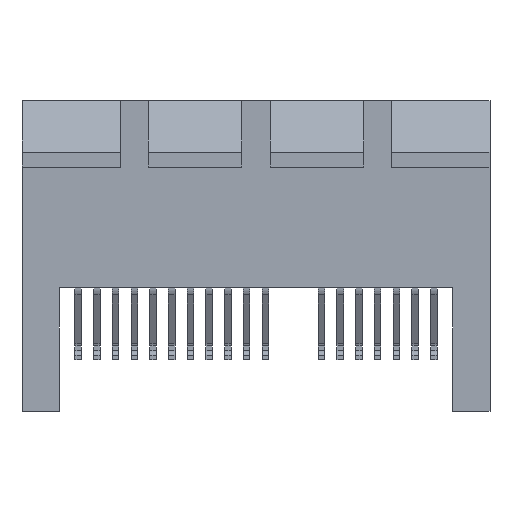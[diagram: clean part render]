
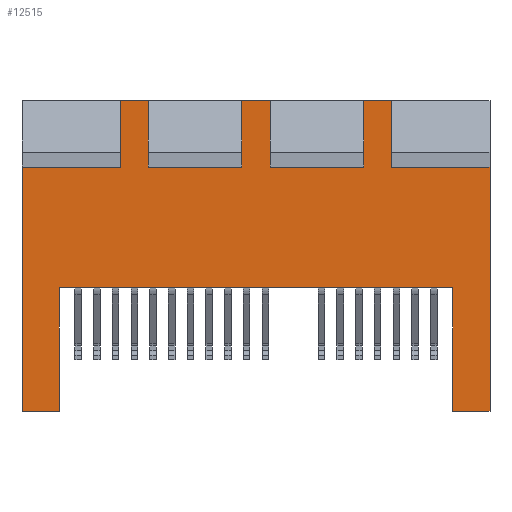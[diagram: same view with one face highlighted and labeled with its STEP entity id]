
A CAD part, front view. The second image highlights one B-rep face of the part: STEP entity #12515.
In plain terms, the highlighted planar face has unit normal (0, -1, 0).
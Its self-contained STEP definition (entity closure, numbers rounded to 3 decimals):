
#853=FACE_OUTER_BOUND('',#1563,.T.);
#1563=EDGE_LOOP('',(#8311,#8312,#8313,#8314,#8315,#8316,#8317,#8318,#8319,
#8320,#8321,#8322,#8323,#8324,#8325,#8326,#8327,#8328,#8329,#8330));
#2341=LINE('',#18271,#3729);
#2361=LINE('',#18311,#3749);
#2369=LINE('',#18329,#3757);
#2379=LINE('',#18351,#3767);
#2380=LINE('',#18353,#3768);
#2381=LINE('',#18355,#3769);
#2382=LINE('',#18357,#3770);
#2383=LINE('',#18358,#3771);
#2384=LINE('',#18360,#3772);
#2385=LINE('',#18362,#3773);
#2386=LINE('',#18363,#3774);
#2387=LINE('',#18365,#3775);
#2388=LINE('',#18367,#3776);
#2389=LINE('',#18369,#3777);
#2390=LINE('',#18371,#3778);
#2391=LINE('',#18373,#3779);
#2392=LINE('',#18375,#3780);
#2393=LINE('',#18377,#3781);
#2394=LINE('',#18379,#3782);
#2395=LINE('',#18380,#3783);
#3729=VECTOR('',#14451,13.05);
#3749=VECTOR('',#14479,2.);
#3757=VECTOR('',#14491,2.);
#3767=VECTOR('',#14505,5.);
#3768=VECTOR('',#14506,3.55);
#3769=VECTOR('',#14507,1.5);
#3770=VECTOR('',#14508,3.55);
#3771=VECTOR('',#14509,5.25);
#3772=VECTOR('',#14510,6.6);
#3773=VECTOR('',#14511,21.);
#3774=VECTOR('',#14512,6.6);
#3775=VECTOR('',#14513,13.05);
#3776=VECTOR('',#14514,5.25);
#3777=VECTOR('',#14515,3.55);
#3778=VECTOR('',#14516,1.5);
#3779=VECTOR('',#14517,3.55);
#3780=VECTOR('',#14518,5.);
#3781=VECTOR('',#14519,3.55);
#3782=VECTOR('',#14520,1.5);
#3783=VECTOR('',#14521,3.55);
#5117=VERTEX_POINT('',#18268);
#5118=VERTEX_POINT('',#18270);
#5134=VERTEX_POINT('',#18309);
#5141=VERTEX_POINT('',#18326);
#5142=VERTEX_POINT('',#18328);
#5151=VERTEX_POINT('',#18349);
#5152=VERTEX_POINT('',#18350);
#5153=VERTEX_POINT('',#18352);
#5154=VERTEX_POINT('',#18354);
#5155=VERTEX_POINT('',#18356);
#5156=VERTEX_POINT('',#18359);
#5157=VERTEX_POINT('',#18361);
#5158=VERTEX_POINT('',#18364);
#5159=VERTEX_POINT('',#18366);
#5160=VERTEX_POINT('',#18368);
#5161=VERTEX_POINT('',#18370);
#5162=VERTEX_POINT('',#18372);
#5163=VERTEX_POINT('',#18374);
#5164=VERTEX_POINT('',#18376);
#5165=VERTEX_POINT('',#18378);
#6375=EDGE_CURVE('',#5118,#5117,#2341,.T.);
#6395=EDGE_CURVE('',#5117,#5134,#2361,.T.);
#6403=EDGE_CURVE('',#5142,#5141,#2369,.T.);
#6413=EDGE_CURVE('',#5151,#5152,#2379,.T.);
#6414=EDGE_CURVE('',#5153,#5151,#2380,.T.);
#6415=EDGE_CURVE('',#5153,#5154,#2381,.T.);
#6416=EDGE_CURVE('',#5154,#5155,#2382,.T.);
#6417=EDGE_CURVE('',#5118,#5155,#2383,.T.);
#6418=EDGE_CURVE('',#5134,#5156,#2384,.T.);
#6419=EDGE_CURVE('',#5156,#5157,#2385,.T.);
#6420=EDGE_CURVE('',#5142,#5157,#2386,.T.);
#6421=EDGE_CURVE('',#5158,#5141,#2387,.T.);
#6422=EDGE_CURVE('',#5159,#5158,#2388,.T.);
#6423=EDGE_CURVE('',#5160,#5159,#2389,.T.);
#6424=EDGE_CURVE('',#5160,#5161,#2390,.T.);
#6425=EDGE_CURVE('',#5161,#5162,#2391,.T.);
#6426=EDGE_CURVE('',#5163,#5162,#2392,.T.);
#6427=EDGE_CURVE('',#5164,#5163,#2393,.T.);
#6428=EDGE_CURVE('',#5164,#5165,#2394,.T.);
#6429=EDGE_CURVE('',#5165,#5152,#2395,.T.);
#8311=ORIENTED_EDGE('',*,*,#6413,.F.);
#8312=ORIENTED_EDGE('',*,*,#6414,.F.);
#8313=ORIENTED_EDGE('',*,*,#6415,.T.);
#8314=ORIENTED_EDGE('',*,*,#6416,.T.);
#8315=ORIENTED_EDGE('',*,*,#6417,.F.);
#8316=ORIENTED_EDGE('',*,*,#6375,.T.);
#8317=ORIENTED_EDGE('',*,*,#6395,.T.);
#8318=ORIENTED_EDGE('',*,*,#6418,.T.);
#8319=ORIENTED_EDGE('',*,*,#6419,.T.);
#8320=ORIENTED_EDGE('',*,*,#6420,.F.);
#8321=ORIENTED_EDGE('',*,*,#6403,.T.);
#8322=ORIENTED_EDGE('',*,*,#6421,.F.);
#8323=ORIENTED_EDGE('',*,*,#6422,.F.);
#8324=ORIENTED_EDGE('',*,*,#6423,.F.);
#8325=ORIENTED_EDGE('',*,*,#6424,.T.);
#8326=ORIENTED_EDGE('',*,*,#6425,.T.);
#8327=ORIENTED_EDGE('',*,*,#6426,.F.);
#8328=ORIENTED_EDGE('',*,*,#6427,.F.);
#8329=ORIENTED_EDGE('',*,*,#6428,.T.);
#8330=ORIENTED_EDGE('',*,*,#6429,.T.);
#12057=PLANE('',#13239);
#12515=ADVANCED_FACE('',(#853),#12057,.T.);
#13239=AXIS2_PLACEMENT_3D('',#18348,#14503,#14504);
#14451=DIRECTION('',(0.,0.,-1.));
#14479=DIRECTION('',(1.,0.,0.));
#14491=DIRECTION('',(1.,0.,0.));
#14503=DIRECTION('center_axis',(0.,-1.,0.));
#14504=DIRECTION('ref_axis',(0.,0.,-1.));
#14505=DIRECTION('',(1.,0.,0.));
#14506=DIRECTION('',(0.,0.,-1.));
#14507=DIRECTION('',(-1.,0.,0.));
#14508=DIRECTION('',(0.,0.,-1.));
#14509=DIRECTION('',(1.,0.,0.));
#14510=DIRECTION('',(0.,0.,1.));
#14511=DIRECTION('',(1.,0.,0.));
#14512=DIRECTION('',(0.,0.,1.));
#14513=DIRECTION('',(0.,0.,-1.));
#14514=DIRECTION('',(1.,0.,0.));
#14515=DIRECTION('',(0.,0.,-1.));
#14516=DIRECTION('',(-1.,0.,0.));
#14517=DIRECTION('',(0.,0.,-1.));
#14518=DIRECTION('',(1.,0.,0.));
#14519=DIRECTION('',(0.,0.,-1.));
#14520=DIRECTION('',(-1.,0.,0.));
#14521=DIRECTION('',(0.,0.,-1.));
#18268=CARTESIAN_POINT('',(-12.5,-3.7,-16.6));
#18270=CARTESIAN_POINT('',(-12.5,-3.7,-3.55));
#18271=CARTESIAN_POINT('',(-12.5,-3.7,-3.55));
#18309=CARTESIAN_POINT('',(-10.5,-3.7,-16.6));
#18311=CARTESIAN_POINT('',(-12.5,-3.7,-16.6));
#18326=CARTESIAN_POINT('',(12.5,-3.7,-16.6));
#18328=CARTESIAN_POINT('',(10.5,-3.7,-16.6));
#18329=CARTESIAN_POINT('',(10.5,-3.7,-16.6));
#18348=CARTESIAN_POINT('Origin',(-12.5,-3.7,-3.55));
#18349=CARTESIAN_POINT('',(-5.75,-3.7,-3.55));
#18350=CARTESIAN_POINT('',(-0.75,-3.7,-3.55));
#18351=CARTESIAN_POINT('',(-5.75,-3.7,-3.55));
#18352=CARTESIAN_POINT('',(-5.75,-3.7,0.));
#18353=CARTESIAN_POINT('',(-5.75,-3.7,0.));
#18354=CARTESIAN_POINT('',(-7.25,-3.7,0.));
#18355=CARTESIAN_POINT('',(-5.75,-3.7,0.));
#18356=CARTESIAN_POINT('',(-7.25,-3.7,-3.55));
#18357=CARTESIAN_POINT('',(-7.25,-3.7,0.));
#18358=CARTESIAN_POINT('',(-12.5,-3.7,-3.55));
#18359=CARTESIAN_POINT('',(-10.5,-3.7,-10.));
#18360=CARTESIAN_POINT('',(-10.5,-3.7,-16.6));
#18361=CARTESIAN_POINT('',(10.5,-3.7,-10.));
#18362=CARTESIAN_POINT('',(-10.5,-3.7,-10.));
#18363=CARTESIAN_POINT('',(10.5,-3.7,-16.6));
#18364=CARTESIAN_POINT('',(12.5,-3.7,-3.55));
#18365=CARTESIAN_POINT('',(12.5,-3.7,-3.55));
#18366=CARTESIAN_POINT('',(7.25,-3.7,-3.55));
#18367=CARTESIAN_POINT('',(7.25,-3.7,-3.55));
#18368=CARTESIAN_POINT('',(7.25,-3.7,0.));
#18369=CARTESIAN_POINT('',(7.25,-3.7,0.));
#18370=CARTESIAN_POINT('',(5.75,-3.7,0.));
#18371=CARTESIAN_POINT('',(7.25,-3.7,0.));
#18372=CARTESIAN_POINT('',(5.75,-3.7,-3.55));
#18373=CARTESIAN_POINT('',(5.75,-3.7,0.));
#18374=CARTESIAN_POINT('',(0.75,-3.7,-3.55));
#18375=CARTESIAN_POINT('',(0.75,-3.7,-3.55));
#18376=CARTESIAN_POINT('',(0.75,-3.7,0.));
#18377=CARTESIAN_POINT('',(0.75,-3.7,0.));
#18378=CARTESIAN_POINT('',(-0.75,-3.7,0.));
#18379=CARTESIAN_POINT('',(0.75,-3.7,0.));
#18380=CARTESIAN_POINT('',(-0.75,-3.7,0.));
